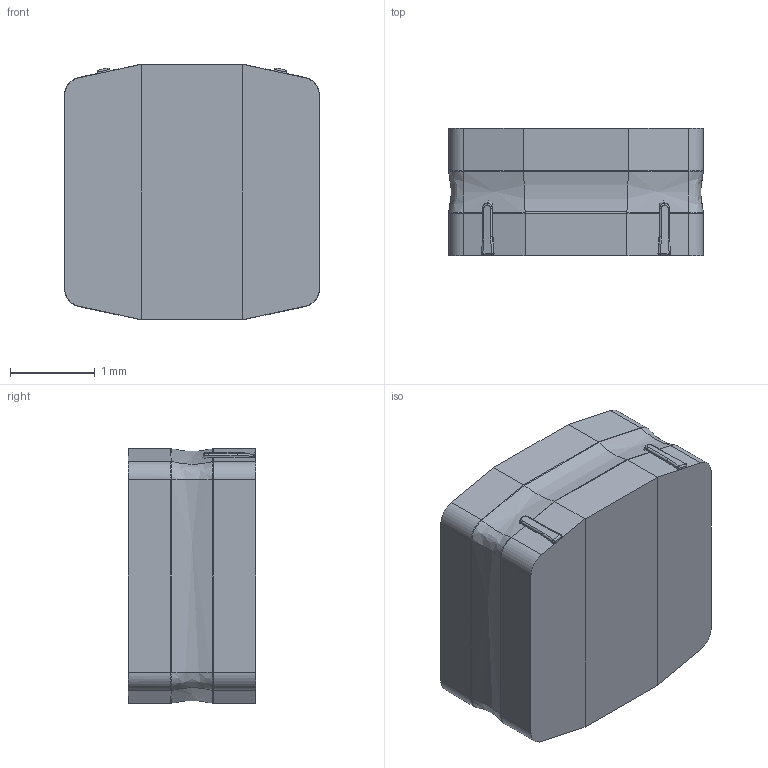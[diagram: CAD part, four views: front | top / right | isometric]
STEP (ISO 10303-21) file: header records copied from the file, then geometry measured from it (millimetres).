
FILE_DESCRIPTION (( 'STEP AP214' ), '1' );
FILE_NAME ('VLS3015CX-100M-1.STEP', '2022-03-04T03:22:09', ( '' ), ( '' ), 'SwSTEP 2.0', 'SolidWorks 2017', '' );
FILE_SCHEMA (( 'AUTOMOTIVE_DESIGN' ));
Length unit declared in the file: millimetre
Products named in the file (1): VLS3015CX-100M-1
Bounding box: 3 x 1.5 x 3 mm (x, y, z)
Volume: 12.8 mm3; surface area: 50.9 mm2
Topology: 34 solids, 34 shells, 307 faces, 628 edges, 414 vertices
Faces by surface type: cylinder 142, plane 133, bspline 24, sphere 8
Entity records: 9563 total; most frequent: CARTESIAN_POINT 2708, DIRECTION 1392, ORIENTED_EDGE 1248, EDGE_CURVE 624, AXIS2_PLACEMENT_3D 570, VERTEX_POINT 414, EDGE_LOOP 336, ADVANCED_FACE 307
